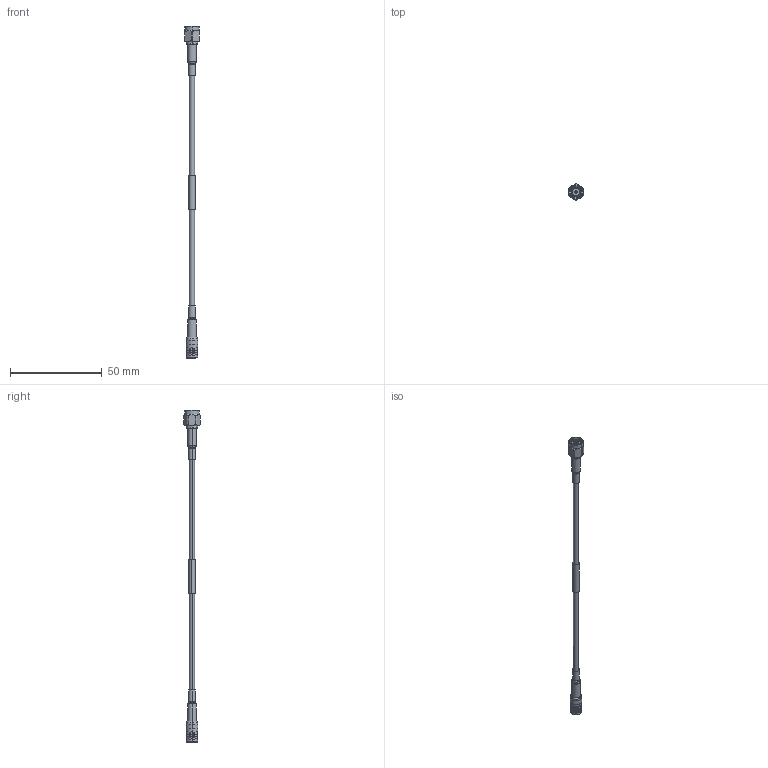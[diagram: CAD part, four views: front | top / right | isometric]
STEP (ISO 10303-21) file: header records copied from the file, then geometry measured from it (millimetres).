
FILE_DESCRIPTION (( 'STEP AP214' ), '1' );
FILE_NAME ('FMC00918_3D.STEP', '2022-08-31T20:13:50', ( '' ), ( '' ), 'SwSTEP 2.0', 'SolidWorks 2021', '' );
FILE_SCHEMA (( 'AUTOMOTIVE_DESIGN' ));
Length unit declared in the file: inch
Products named in the file (9): Copy of HeatShrink-LMR-100A^FMC00918; SC7059; SC7059-MA1; SC8841; SC7059-MA3; SC7059-MA2; FMC00918_3D; LMR-100A-PVC; Copy of Label-100^FMC00918
Assembly tree (9 placements, depth 3):
  FMC00918_3D
    LMR-100A-PVC
    Copy of HeatShrink-LMR-100A^FMC00918  x2
    Copy of Label-100^FMC00918
    SC7059
      SC7059-MA1
      SC7059-MA2
      SC7059-MA3
    SC8841
Bounding box: 8 x 8.86 x 180.91 mm (x, y, z)
Volume: 2411.1 mm3; surface area: 3718.1 mm2
Topology: 9 solids, 9 shells, 233 faces, 507 edges, 308 vertices
Faces by surface type: cylinder 83, plane 66, cone 52, torus 24, bspline 8
Entity records: 6969 total; most frequent: CARTESIAN_POINT 1403, DIRECTION 1165, ORIENTED_EDGE 970, AXIS2_PLACEMENT_3D 490, EDGE_CURVE 485, VERTEX_POINT 296, CIRCLE 264, EDGE_LOOP 245
